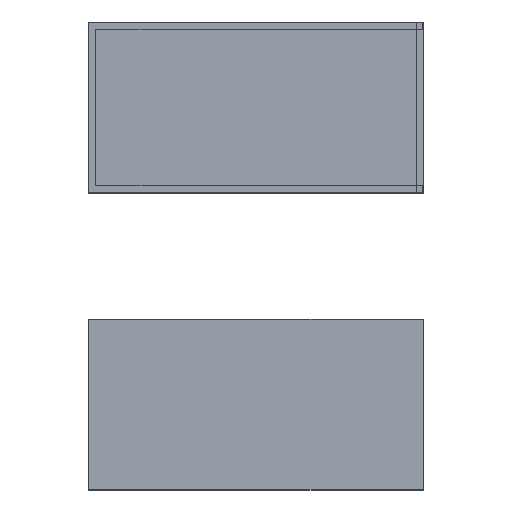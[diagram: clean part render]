
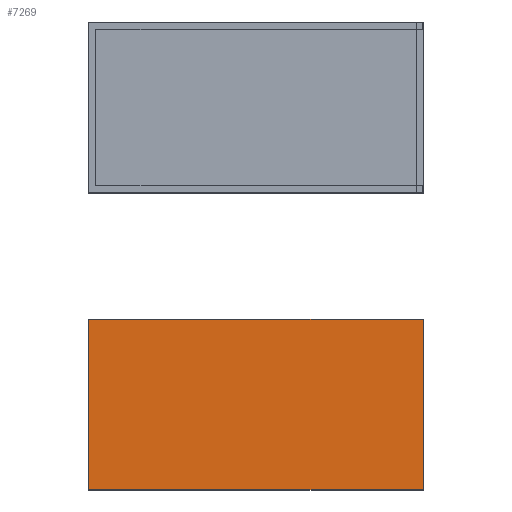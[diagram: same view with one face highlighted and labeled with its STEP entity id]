
A CAD part, top view. The second image highlights one B-rep face of the part: STEP entity #7269.
In plain terms, the highlighted planar face has unit normal (0, 0, 1).
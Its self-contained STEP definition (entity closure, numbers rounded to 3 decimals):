
#1218=FACE_OUTER_BOUND('',#1636,.T.);
#1636=EDGE_LOOP('',(#6740,#6741,#6742,#6743));
#2192=LINE('',#17059,#2756);
#2195=LINE('',#17065,#2759);
#2198=LINE('',#17071,#2762);
#2201=LINE('',#17075,#2765);
#2756=VECTOR('',#8262,10.);
#2759=VECTOR('',#8267,10.);
#2762=VECTOR('',#8272,10.);
#2765=VECTOR('',#8277,10.);
#3484=VERTEX_POINT('',#17056);
#3485=VERTEX_POINT('',#17058);
#3487=VERTEX_POINT('',#17064);
#3489=VERTEX_POINT('',#17070);
#4566=EDGE_CURVE('',#3485,#3484,#2192,.T.);
#4569=EDGE_CURVE('',#3487,#3485,#2195,.T.);
#4572=EDGE_CURVE('',#3489,#3487,#2198,.T.);
#4575=EDGE_CURVE('',#3484,#3489,#2201,.T.);
#6740=ORIENTED_EDGE('',*,*,#4575,.T.);
#6741=ORIENTED_EDGE('',*,*,#4572,.T.);
#6742=ORIENTED_EDGE('',*,*,#4569,.T.);
#6743=ORIENTED_EDGE('',*,*,#4566,.T.);
#6877=PLANE('',#7428);
#7269=ADVANCED_FACE('',(#1218),#6877,.T.);
#7428=AXIS2_PLACEMENT_3D('',#17076,#8278,#8279);
#8262=DIRECTION('',(0.,-1.,0.));
#8267=DIRECTION('',(-1.,0.,0.));
#8272=DIRECTION('',(0.,1.,0.));
#8277=DIRECTION('',(1.,0.,0.));
#8278=DIRECTION('center_axis',(0.,0.,1.));
#8279=DIRECTION('ref_axis',(1.,0.,0.));
#17056=CARTESIAN_POINT('',(-12.582,-29.414,18.));
#17058=CARTESIAN_POINT('',(-12.582,-6.442,18.));
#17059=CARTESIAN_POINT('',(-12.582,-29.414,18.));
#17064=CARTESIAN_POINT('',(32.455,-6.442,18.));
#17065=CARTESIAN_POINT('',(-12.582,-6.442,18.));
#17070=CARTESIAN_POINT('',(32.455,-29.414,18.));
#17071=CARTESIAN_POINT('',(32.455,-6.442,18.));
#17075=CARTESIAN_POINT('',(32.455,-29.414,18.));
#17076=CARTESIAN_POINT('Origin',(9.937,-17.928,18.));
